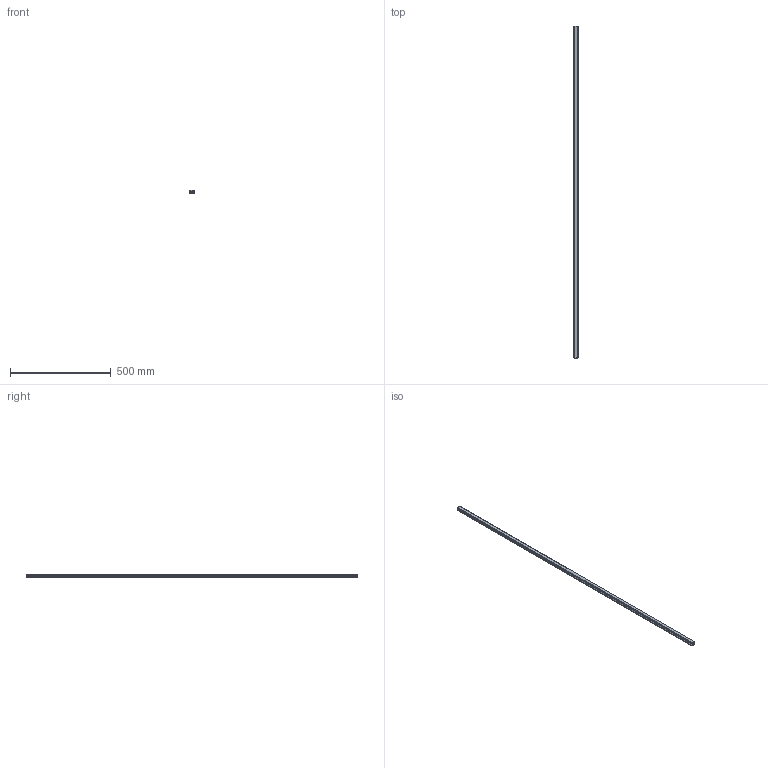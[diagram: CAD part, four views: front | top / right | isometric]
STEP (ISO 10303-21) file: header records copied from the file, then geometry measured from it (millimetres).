
FILE_DESCRIPTION(('STEP AP214'),'1');
FILE_NAME('cctmp_34C82096-E116-497E-B90C-71623F46D6A1_2021_01_21_14_49_45_0791..stp','2021-01-21T13:49:45',('HIWIN GmbH'),('CADClick - www.CADClick.com'),'Spatial InterOp 3D',' ','unknown authorization');
FILE_SCHEMA(('AUTOMOTIVE_DESIGN'));
Length unit declared in the file: millimetre
Products named in the file (1): HGR20T1650C_FILE
Bounding box: 20 x 1650 x 17.5 mm (x, y, z)
Volume: 487217.9 mm3; surface area: 131860.4 mm2
Topology: 1 solids, 1 shells, 219 faces, 583 edges, 342 vertices
Faces by surface type: plane 85, cylinder 78, cone 56
Entity records: 8129 total; most frequent: DIRECTION 1123, CARTESIAN_POINT 1089, ORIENTED_EDGE 1054, EDGE_CURVE 527, AXIS2_PLACEMENT_3D 376, LINE 371, VECTOR 371, VERTEX_POINT 342
